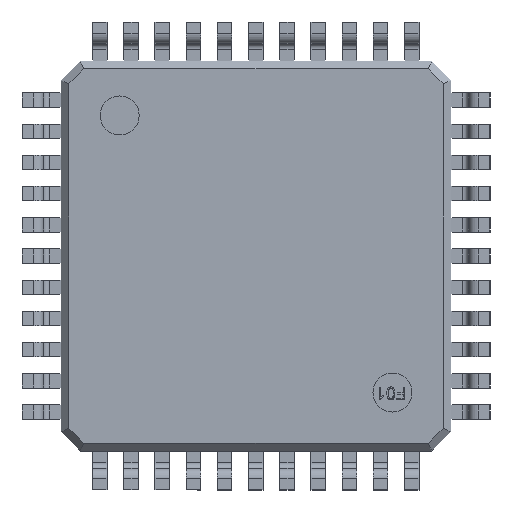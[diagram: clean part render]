
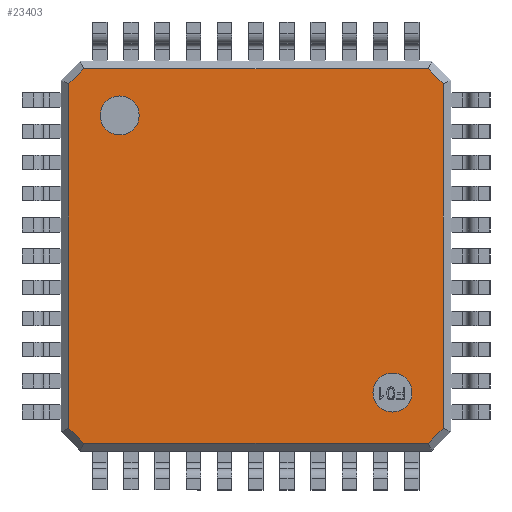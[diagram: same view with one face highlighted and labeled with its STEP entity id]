
A CAD part, front view. The second image highlights one B-rep face of the part: STEP entity #23403.
In plain terms, the highlighted planar face has unit normal (0, -1, 0).
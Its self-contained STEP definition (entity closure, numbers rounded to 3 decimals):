
#83=FACE_BOUND('',#4308,.T.);
#84=FACE_BOUND('',#4309,.T.);
#1585=CIRCLE('',#24528,0.5);
#1587=CIRCLE('',#24532,0.5);
#2986=FACE_OUTER_BOUND('',#4307,.T.);
#4307=EDGE_LOOP('',(#21129,#21130,#21131,#21132,#21133,#21134,#21135,#21136));
#4308=EDGE_LOOP('',(#21137));
#4309=EDGE_LOOP('',(#21138));
#6596=LINE('',#41716,#8937);
#6600=LINE('',#41723,#8941);
#6603=LINE('',#41729,#8944);
#6606=LINE('',#41737,#8947);
#6608=LINE('',#41741,#8949);
#6612=LINE('',#41747,#8953);
#6613=LINE('',#41750,#8954);
#6616=LINE('',#41755,#8957);
#8937=VECTOR('',#29592,10.);
#8941=VECTOR('',#29598,10.);
#8944=VECTOR('',#29603,10.);
#8947=VECTOR('',#29608,10.);
#8949=VECTOR('',#29612,10.);
#8953=VECTOR('',#29618,10.);
#8954=VECTOR('',#29621,10.);
#8957=VECTOR('',#29626,10.);
#10108=VERTEX_POINT('',#33072);
#10110=VERTEX_POINT('',#33079);
#11198=VERTEX_POINT('',#41713);
#11199=VERTEX_POINT('',#41715);
#11201=VERTEX_POINT('',#41721);
#11203=VERTEX_POINT('',#41727);
#11206=VERTEX_POINT('',#41734);
#11207=VERTEX_POINT('',#41736);
#11208=VERTEX_POINT('',#41740);
#11210=VERTEX_POINT('',#41749);
#12882=EDGE_CURVE('',#10108,#10108,#1585,.T.);
#12885=EDGE_CURVE('',#10110,#10110,#1587,.T.);
#14512=EDGE_CURVE('',#11198,#11199,#6596,.T.);
#14516=EDGE_CURVE('',#11201,#11198,#6600,.T.);
#14519=EDGE_CURVE('',#11203,#11201,#6603,.T.);
#14522=EDGE_CURVE('',#11206,#11207,#6606,.T.);
#14524=EDGE_CURVE('',#11208,#11206,#6608,.T.);
#14528=EDGE_CURVE('',#11207,#11203,#6612,.T.);
#14529=EDGE_CURVE('',#11210,#11208,#6613,.T.);
#14532=EDGE_CURVE('',#11199,#11210,#6616,.T.);
#21129=ORIENTED_EDGE('',*,*,#14522,.F.);
#21130=ORIENTED_EDGE('',*,*,#14524,.F.);
#21131=ORIENTED_EDGE('',*,*,#14529,.F.);
#21132=ORIENTED_EDGE('',*,*,#14532,.F.);
#21133=ORIENTED_EDGE('',*,*,#14512,.F.);
#21134=ORIENTED_EDGE('',*,*,#14516,.F.);
#21135=ORIENTED_EDGE('',*,*,#14519,.F.);
#21136=ORIENTED_EDGE('',*,*,#14528,.F.);
#21137=ORIENTED_EDGE('',*,*,#12882,.T.);
#21138=ORIENTED_EDGE('',*,*,#12885,.T.);
#22152=PLANE('',#24819);
#23403=ADVANCED_FACE('',(#2986,#83,#84),#22152,.F.);
#24528=AXIS2_PLACEMENT_3D('',#33073,#28038,#28039);
#24532=AXIS2_PLACEMENT_3D('',#33080,#28047,#28048);
#24819=AXIS2_PLACEMENT_3D('',#41775,#29645,#29646);
#28038=DIRECTION('center_axis',(0.,1.,0.));
#28039=DIRECTION('ref_axis',(1.,0.,0.));
#28047=DIRECTION('center_axis',(0.,1.,0.));
#28048=DIRECTION('ref_axis',(1.,0.,0.));
#29592=DIRECTION('',(0.,0.,-1.));
#29598=DIRECTION('',(0.707,0.,-0.707));
#29603=DIRECTION('',(1.,0.,0.));
#29608=DIRECTION('',(0.,0.,1.));
#29612=DIRECTION('',(-0.707,0.,0.707));
#29618=DIRECTION('',(0.707,0.,0.707));
#29621=DIRECTION('',(-1.,0.,0.));
#29626=DIRECTION('',(-0.707,0.,-0.707));
#29645=DIRECTION('center_axis',(0.,1.,0.));
#29646=DIRECTION('ref_axis',(1.,0.,0.));
#33072=CARTESIAN_POINT('',(3.,0.,-3.5));
#33073=CARTESIAN_POINT('Origin',(3.5,0.,-3.5));
#33079=CARTESIAN_POINT('',(-3.995,0.,3.607));
#33080=CARTESIAN_POINT('Origin',(-3.495,0.,3.607));
#41713=CARTESIAN_POINT('',(4.8,0.,4.417));
#41715=CARTESIAN_POINT('',(4.8,0.,-4.417));
#41716=CARTESIAN_POINT('',(4.8,0.,2.5));
#41721=CARTESIAN_POINT('',(4.417,0.,4.8));
#41723=CARTESIAN_POINT('',(4.609,0.,4.609));
#41727=CARTESIAN_POINT('',(-4.417,0.,4.8));
#41729=CARTESIAN_POINT('',(-2.5,0.,4.8));
#41734=CARTESIAN_POINT('',(-4.8,0.,-4.417));
#41736=CARTESIAN_POINT('',(-4.8,0.,4.417));
#41737=CARTESIAN_POINT('',(-4.8,0.,-2.5));
#41740=CARTESIAN_POINT('',(-4.417,0.,-4.8));
#41741=CARTESIAN_POINT('',(-4.609,0.,-4.609));
#41747=CARTESIAN_POINT('',(-4.609,0.,4.609));
#41749=CARTESIAN_POINT('',(4.417,0.,-4.8));
#41750=CARTESIAN_POINT('',(2.5,0.,-4.8));
#41755=CARTESIAN_POINT('',(4.609,0.,-4.609));
#41775=CARTESIAN_POINT('Origin',(0.,0.,0.));
